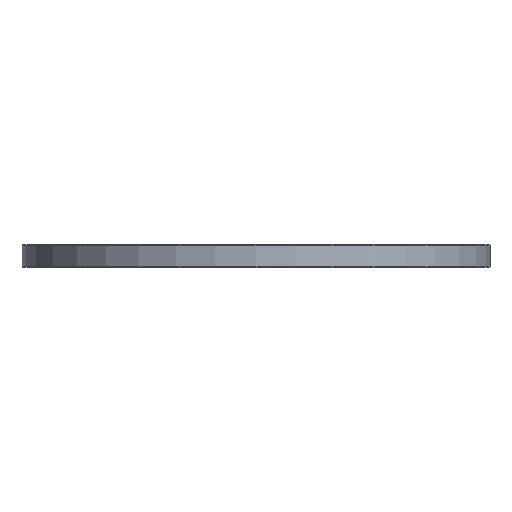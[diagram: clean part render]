
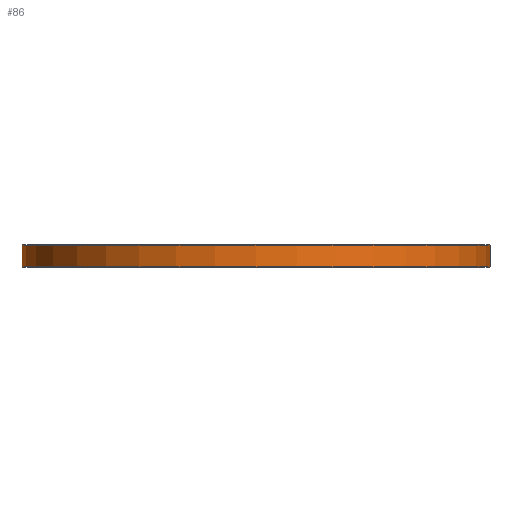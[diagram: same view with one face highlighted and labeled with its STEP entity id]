
A CAD part, front view. The second image highlights one B-rep face of the part: STEP entity #86.
In plain terms, the highlighted cylindrical face has radius 104.3 mm (diameter 208.6 mm), a full revolution.
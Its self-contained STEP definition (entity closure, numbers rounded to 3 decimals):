
#34=CYLINDRICAL_SURFACE('',#1336,104.3);
#86=ADVANCED_FACE('',(#243,#244),#34,.T.);
#243=FACE_BOUND('',#453,.T.);
#244=FACE_BOUND('',#454,.T.);
#453=EDGE_LOOP('',(#663));
#454=EDGE_LOOP('',(#664));
#663=ORIENTED_EDGE('',*,*,#978,.T.);
#664=ORIENTED_EDGE('',*,*,#979,.T.);
#873=VERTEX_POINT('',#2010);
#874=VERTEX_POINT('',#2012);
#978=EDGE_CURVE('',#873,#873,#1102,.T.);
#979=EDGE_CURVE('',#874,#874,#1103,.T.);
#1102=CIRCLE('',#1334,104.3);
#1103=CIRCLE('',#1335,104.3);
#1334=AXIS2_PLACEMENT_3D('',#2009,#1616,#1617);
#1335=AXIS2_PLACEMENT_3D('',#2011,#1618,#1619);
#1336=AXIS2_PLACEMENT_3D('',#2013,#1620,#1621);
#1616=DIRECTION('',(0.,0.,1.));
#1617=DIRECTION('',(-1.,0.,0.));
#1618=DIRECTION('',(0.,0.,-1.));
#1619=DIRECTION('',(1.,0.,0.));
#1620=DIRECTION('',(0.,0.,1.));
#1621=DIRECTION('',(1.,0.,0.));
#2009=CARTESIAN_POINT('',(0.,0.,0.2));
#2010=CARTESIAN_POINT('',(-104.3,0.,0.2));
#2011=CARTESIAN_POINT('',(0.,0.,9.8));
#2012=CARTESIAN_POINT('',(104.3,0.,9.8));
#2013=CARTESIAN_POINT('',(0.,0.,0.));
